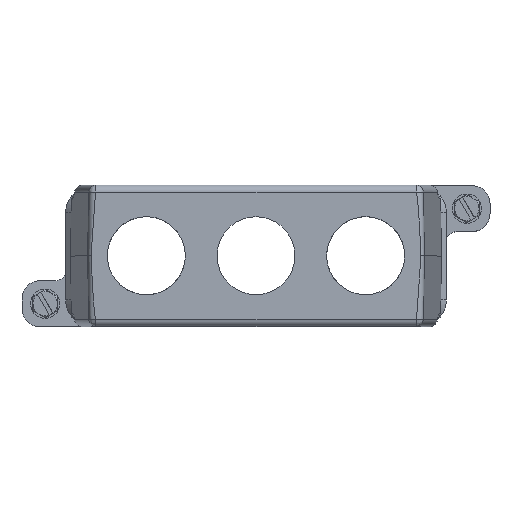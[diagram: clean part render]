
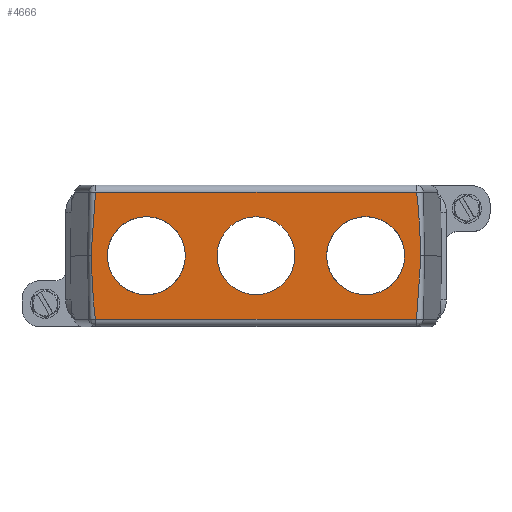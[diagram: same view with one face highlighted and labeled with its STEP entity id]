
A CAD part, top view. The second image highlights one B-rep face of the part: STEP entity #4666.
In plain terms, the highlighted planar face has unit normal (0, 0, 1).
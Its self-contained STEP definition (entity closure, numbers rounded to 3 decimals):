
#3251=ELLIPSE('',#12368,171.918,3.);
#3252=ELLIPSE('',#12372,171.918,3.);
#3253=ELLIPSE('',#12375,171.918,3.);
#3254=ELLIPSE('',#12377,171.918,3.);
#4666=ADVANCED_FACE('',(#5017,#5018,#5019,#5020),#4934,.T.);
#4934=PLANE('',#12921);
#5017=FACE_BOUND('',#5582,.T.);
#5018=FACE_BOUND('',#5583,.T.);
#5019=FACE_BOUND('',#5584,.T.);
#5020=FACE_BOUND('',#5585,.T.);
#5582=EDGE_LOOP('',(#9111));
#5583=EDGE_LOOP('',(#9112));
#5584=EDGE_LOOP('',(#9113));
#5585=EDGE_LOOP('',(#9114,#9115,#9116,#9117,#9118,#9119));
#6119=LINE('',#18153,#6763);
#6160=LINE('',#18941,#6804);
#6763=VECTOR('',#14136,1.);
#6804=VECTOR('',#14257,1.);
#9111=ORIENTED_EDGE('',*,*,#11254,.F.);
#9112=ORIENTED_EDGE('',*,*,#11255,.F.);
#9113=ORIENTED_EDGE('',*,*,#11256,.F.);
#9114=ORIENTED_EDGE('',*,*,#10223,.F.);
#9115=ORIENTED_EDGE('',*,*,#10822,.T.);
#9116=ORIENTED_EDGE('',*,*,#10229,.F.);
#9117=ORIENTED_EDGE('',*,*,#10226,.F.);
#9118=ORIENTED_EDGE('',*,*,#10920,.F.);
#9119=ORIENTED_EDGE('',*,*,#10219,.F.);
#9452=VERTEX_POINT('',#15451);
#9454=VERTEX_POINT('',#15454);
#9456=VERTEX_POINT('',#15460);
#9458=VERTEX_POINT('',#15466);
#9460=VERTEX_POINT('',#15469);
#9462=VERTEX_POINT('',#15480);
#10070=VERTEX_POINT('',#21227);
#10071=VERTEX_POINT('',#21229);
#10072=VERTEX_POINT('',#21231);
#10219=EDGE_CURVE('',#9452,#9454,#3251,.T.);
#10223=EDGE_CURVE('',#9456,#9452,#3252,.T.);
#10226=EDGE_CURVE('',#9458,#9460,#3253,.T.);
#10229=EDGE_CURVE('',#9460,#9462,#3254,.T.);
#10822=EDGE_CURVE('',#9456,#9462,#6119,.T.);
#10920=EDGE_CURVE('',#9454,#9458,#6160,.T.);
#11254=EDGE_CURVE('',#10070,#10070,#11684,.T.);
#11255=EDGE_CURVE('',#10071,#10071,#11685,.T.);
#11256=EDGE_CURVE('',#10072,#10072,#11686,.T.);
#11684=CIRCLE('',#12918,16.);
#11685=CIRCLE('',#12919,16.);
#11686=CIRCLE('',#12920,16.);
#12368=AXIS2_PLACEMENT_3D('',#15453,#13163,#13164);
#12372=AXIS2_PLACEMENT_3D('',#15462,#13172,#13173);
#12375=AXIS2_PLACEMENT_3D('',#15468,#13179,#13180);
#12377=AXIS2_PLACEMENT_3D('',#15479,#13184,#13185);
#12918=AXIS2_PLACEMENT_3D('',#21226,#14845,#14846);
#12919=AXIS2_PLACEMENT_3D('',#21228,#14847,#14848);
#12920=AXIS2_PLACEMENT_3D('',#21230,#14849,#14850);
#12921=AXIS2_PLACEMENT_3D('',#21232,#14851,#14852);
#13163=DIRECTION('',(0.,0.,-1.));
#13164=DIRECTION('',(0.016,1.,0.));
#13172=DIRECTION('',(0.,0.,-1.));
#13173=DIRECTION('',(-0.016,1.,0.));
#13179=DIRECTION('',(0.,0.,-1.));
#13180=DIRECTION('',(0.016,-1.,0.));
#13184=DIRECTION('',(0.,0.,-1.));
#13185=DIRECTION('',(-0.016,-1.,0.));
#14136=DIRECTION('',(1.,0.,0.));
#14257=DIRECTION('',(1.,0.,0.));
#14845=DIRECTION('',(0.,0.,1.));
#14846=DIRECTION('',(1.,0.,0.));
#14847=DIRECTION('',(0.,0.,1.));
#14848=DIRECTION('',(1.,0.,0.));
#14849=DIRECTION('',(0.,0.,1.));
#14850=DIRECTION('',(1.,0.,0.));
#14851=DIRECTION('',(0.,0.,1.));
#14852=DIRECTION('',(0.,-1.,0.));
#15451=CARTESIAN_POINT('',(-67.678,0.,84.045));
#15453=CARTESIAN_POINT('',(-68.422,-145.844,84.045));
#15454=CARTESIAN_POINT('',(-65.673,26.052,84.045));
#15460=CARTESIAN_POINT('',(-65.673,-26.052,84.045));
#15462=CARTESIAN_POINT('',(-68.422,145.844,84.045));
#15466=CARTESIAN_POINT('',(65.673,26.052,84.045));
#15468=CARTESIAN_POINT('',(68.422,-145.844,84.045));
#15469=CARTESIAN_POINT('',(67.678,0.,84.045));
#15479=CARTESIAN_POINT('',(68.422,145.844,84.045));
#15480=CARTESIAN_POINT('',(65.673,-26.052,84.045));
#18153=CARTESIAN_POINT('',(-65.673,-26.052,84.045));
#18941=CARTESIAN_POINT('',(-65.673,26.052,84.045));
#21226=CARTESIAN_POINT('',(-45.,0.,84.045));
#21227=CARTESIAN_POINT('',(-29.,0.,84.045));
#21228=CARTESIAN_POINT('',(0.,0.,
84.045));
#21229=CARTESIAN_POINT('',(16.,0.,84.045));
#21230=CARTESIAN_POINT('',(45.,0.,84.045));
#21231=CARTESIAN_POINT('',(61.,0.,84.045));
#21232=CARTESIAN_POINT('',(65.673,-30.,84.045));
